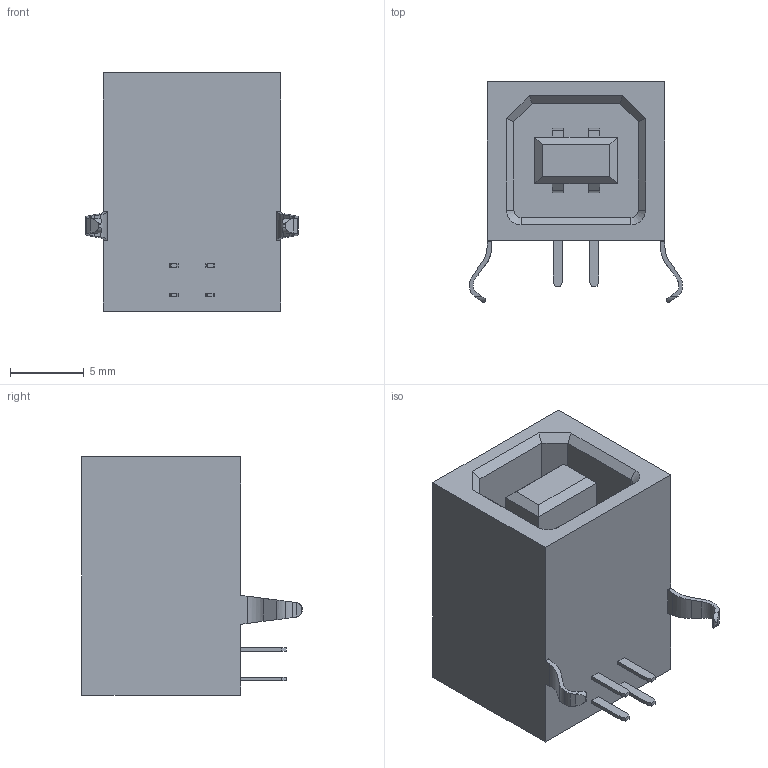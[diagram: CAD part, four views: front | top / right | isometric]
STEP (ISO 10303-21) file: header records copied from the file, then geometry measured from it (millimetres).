
FILE_DESCRIPTION (( 'STEP AP214' ), '1' );
FILE_NAME ('Samtec-$PARTNUMBER.STEP', '2015-03-05T17:37:11', ( 'Windows User' ), ( '' ), 'SwSTEP 2.0', 'SolidWorks 2015', '' );
FILE_SCHEMA (( 'AUTOMOTIVE_DESIGN' ));
Length unit declared in the file: millimetre
Products named in the file (1): Samtec-$PARTNUMBER
Bounding box: 14.48 x 14.98 x 16.2 mm (x, y, z)
Volume: 1694.4 mm3; surface area: 1502.3 mm2
Topology: 1 solids, 1 shells, 135 faces, 373 edges, 242 vertices
Faces by surface type: plane 106, cylinder 27, cone 2
Entity records: 5800 total; most frequent: CARTESIAN_POINT 939, ORIENTED_EDGE 746, DIRECTION 621, EDGE_CURVE 373, LINE 305, VECTOR 305, VERTEX_POINT 242, AXIS2_PLACEMENT_3D 158
